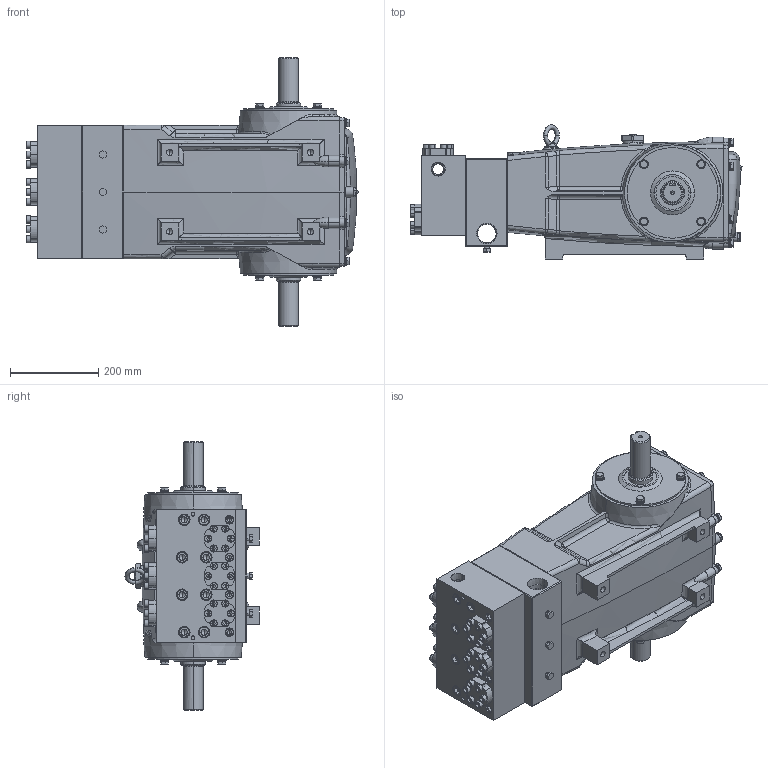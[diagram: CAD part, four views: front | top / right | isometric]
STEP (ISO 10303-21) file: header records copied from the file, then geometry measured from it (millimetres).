
FILE_DESCRIPTION (( 'STEP AP214' ), '1' );
FILE_NAME ('6821.STEP', '2008-03-03T20:36:21', ( ' ' ), ( ' ' ), 'SwSTEP 2.0', 'SolidWorks 2007', '' );
FILE_SCHEMA (( 'AUTOMOTIVE_DESIGN' ));
Length unit declared in the file: inch
Products named in the file (18): Hexagon Socket Head Cap Screw_JIS_JIS B 1176 M10 x 30 (30) --N; Hexagon Socket Head Cap Screw_JIS_JIS B 1176 M12 x 100 (100) --N; Hexagon Socket Head Cap Screw_JIS_JIS B 1176 M16 x 110 (110) --N; 701260; 701077; 27769; 60fr_drive_end; 60FRAME_DRIVE_END; 6821; 126743; 43211; 25625; Continuous Thread Hexagon Head Bolt_C_JIS_JIS B 1180 Continuous thread hexagon head bolt C M10 x 40 --WN; Continuous Thread Hexagon Head Bolt_C_JIS_JIS B 1180 Continuous thread hexagon head bolt C M10 x 30 --WN; Spring Lock Washer_2_JIS_JIS B 1251 No.2 10; Flat Washer Narrow_AM_B18.22M - Plain washer, 10 mm, narrow; 701320; 701321
Assembly tree (119 placements, depth 3):
  6821
    Hexagon Socket Head Cap Screw_JIS_JIS B 1176 M12 x 100 (100) --N  x4
    Hexagon Socket Head Cap Screw_JIS_JIS B 1176 M16 x 110 (110) --N  x14
    Hexagon Socket Head Cap Screw_JIS_JIS B 1176 M10 x 30 (30) --N  x36
    701077  x3
    701260  x6
    701321
    701320
    60FRAME_DRIVE_END
      Flat Washer Narrow_AM_B18.22M - Plain washer, 10 mm, narrow  x16
      126743
      Spring Lock Washer_2_JIS_JIS B 1251 No.2 10  x16
      Continuous Thread Hexagon Head Bolt_C_JIS_JIS B 1180 Continuous thread hexagon head bolt C M10 x 40 --WN  x8
      Continuous Thread Hexagon Head Bolt_C_JIS_JIS B 1180 Continuous thread hexagon head bolt C M10 x 30 --WN  x8
      27769
      43211
      25625
      60fr_drive_end
Bounding box: 753.92 x 304.97 x 610 mm (x, y, z)
Volume: 46360989.8 mm3; surface area: 1846021.4 mm2
Topology: 118 solids, 118 shells, 3421 faces, 7675 edges, 4513 vertices
Faces by surface type: plane 1439, cylinder 979, cone 597, torus 316, bspline 78, sphere 12
Entity records: 51496 total; most frequent: CARTESIAN_POINT 13644, DIRECTION 6284, ORIENTED_EDGE 5588, EDGE_CURVE 2794, AXIS2_PLACEMENT_3D 2586, VERTEX_POINT 1750, EDGE_LOOP 1476, CIRCLE 1302
